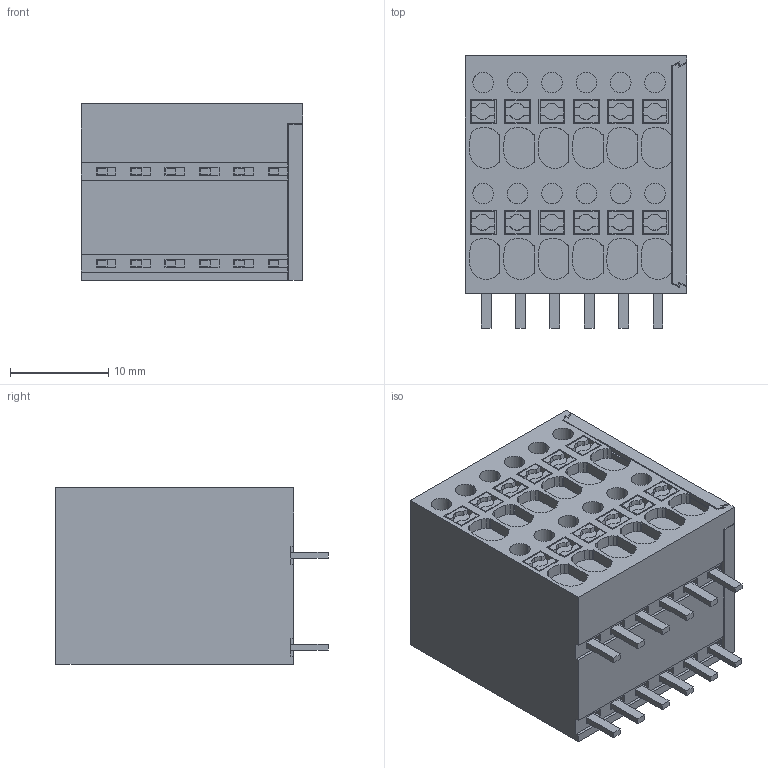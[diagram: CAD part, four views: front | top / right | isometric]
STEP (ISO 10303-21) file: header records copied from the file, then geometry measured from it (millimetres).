
FILE_DESCRIPTION(('CATIA V5R24 STEP','CAx-IF Rec.Pracs.--- Model Styling and Organization---1.2---2011-12-15'),'2;1');
FILE_NAME ('D1461286_0_2000980000_2000980000.stp','2017-04-11T08:43:15+00:00',('none'),('Weidmueller'),'CATIA Version 5-6 Release 2014 SP4 HF52','CATIA V5 STEP AP214','none');
FILE_SCHEMA(('AUTOMOTIVE_DESIGN { 1 0 10303 214 1 1 1 1 }'));
Length unit declared in the file: millimetre
Products named in the file (1): 2000980000_S
Bounding box: 22.5 x 27.7 x 18 mm (x, y, z)
Volume: 9493.4 mm3; surface area: 4154 mm2
Topology: 25 solids, 25 shells, 608 faces, 1552 edges, 1034 vertices
Faces by surface type: plane 464, cylinder 96, cone 48
Entity records: 18513 total; most frequent: CARTESIAN_POINT 4210, ORIENTED_EDGE 3104, DIRECTION 2345, EDGE_CURVE 1552, VECTOR 1216, LINE 1216, VERTEX_POINT 1034, AXIS2_PLACEMENT_3D 667
